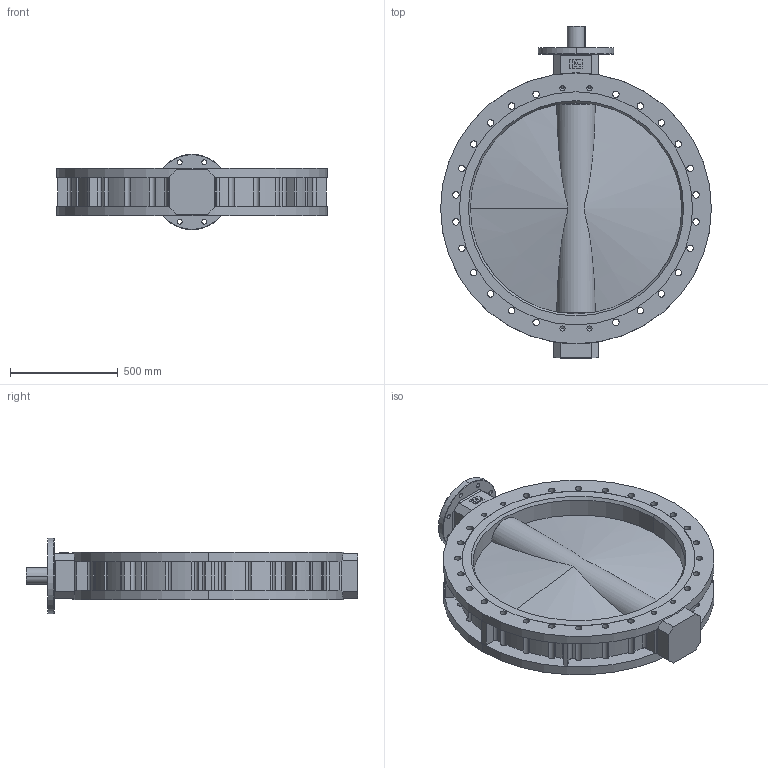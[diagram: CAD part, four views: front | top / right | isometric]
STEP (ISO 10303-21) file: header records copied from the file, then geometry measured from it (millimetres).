
FILE_DESCRIPTION (( 'STEP AP214' ), '1' );
FILE_NAME ('D41000._1.step', '2013-07-30T15:18:40', ( 'mbuehlmann' ), ( '' ), 'SwSTEP 2.0', 'SolidWorks 2012', '' );
FILE_SCHEMA (( 'AUTOMOTIVE_DESIGN' ));
Length unit declared in the file: millimetre
Products named in the file (6): ia-Logo40; ia-Keil_ia-Keil1000; ia-scheibe250_ia-scheibe1000; ia-Dichtungbasic_Dichtung1000; BO.D41000._1; D41000._1
Assembly tree (5 placements, depth 2):
  D41000._1
    BO.D41000._1
    ia-Dichtungbasic_Dichtung1000
    ia-scheibe250_ia-scheibe1000
    ia-Keil_ia-Keil1000
    ia-Logo40
Bounding box: 1255 x 1538 x 350 mm (x, y, z)
Volume: 138154510.8 mm3; surface area: 6955034.7 mm2
Topology: 5 solids, 5 shells, 281 faces, 915 edges, 590 vertices
Faces by surface type: cylinder 154, plane 81, cone 32, torus 12, sphere 2
Entity records: 11130 total; most frequent: CARTESIAN_POINT 2250, DIRECTION 1880, ORIENTED_EDGE 1792, EDGE_CURVE 896, AXIS2_PLACEMENT_3D 735, VERTEX_POINT 589, CIRCLE 446, LINE 410
